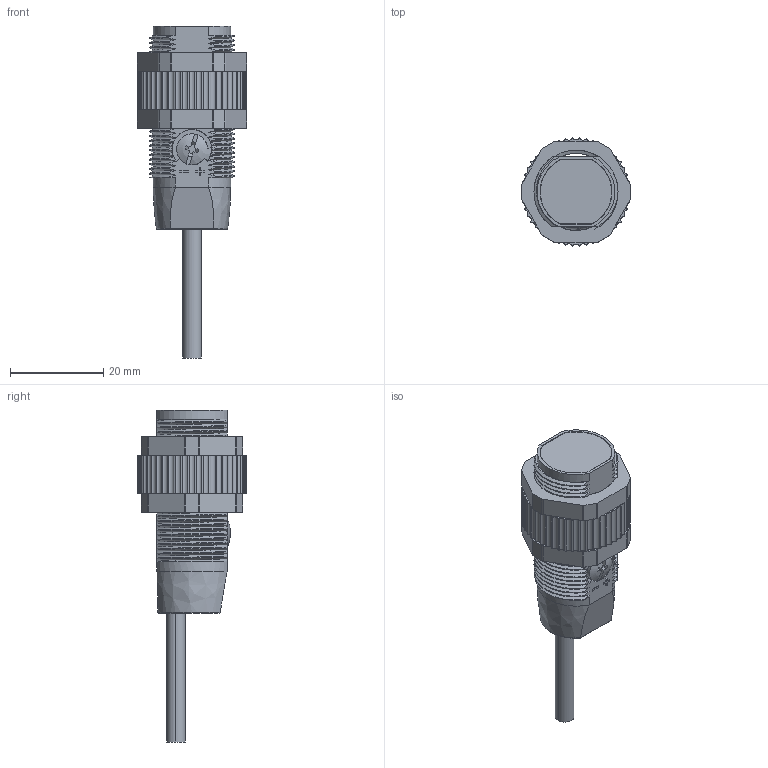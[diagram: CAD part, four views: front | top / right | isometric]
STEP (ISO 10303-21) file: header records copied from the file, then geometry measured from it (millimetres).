
FILE_DESCRIPTION((''),'2;1');
FILE_NAME('PRT0001','2022-02-17T',('EDY'),(''),'CREO PARAMETRIC BY PTC INC, 2018070','CREO PARAMETRIC BY PTC INC, 2018070','');
FILE_SCHEMA(('CONFIG_CONTROL_DESIGN'));
Products named in the file (1): PRT0001
Bounding box: 23.4 x 23.15 x 71.1 mm (x, y, z)
Volume: 12358.5 mm3; surface area: 6498.5 mm2
Topology: 1 solids, 4 shells, 619 faces, 1989 edges, 1315 vertices
Faces by surface type: cylinder 229, plane 203, bspline 175, cone 8, torus 2, sphere 2
Entity records: 41497 total; most frequent: CARTESIAN_POINT 25566, ORIENTED_EDGE 3976, DIRECTION 2490, EDGE_CURVE 1988, VERTEX_POINT 1315, AXIS2_PLACEMENT_3D 879, B_SPLINE_CURVE_WITH_KNOTS 821, VECTOR 732
